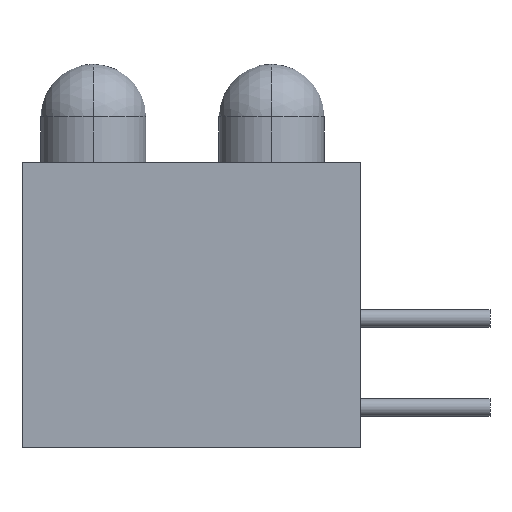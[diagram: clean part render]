
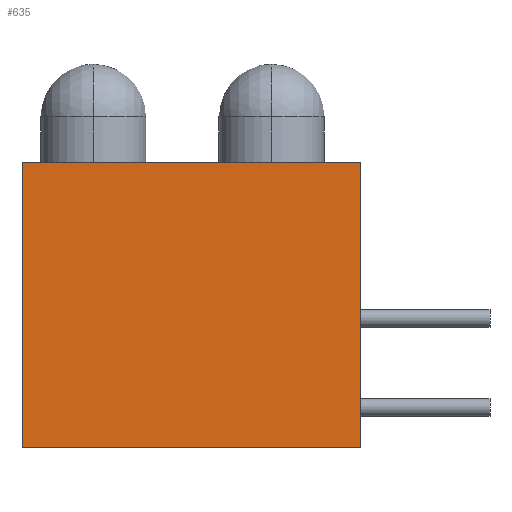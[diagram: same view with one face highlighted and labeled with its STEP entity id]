
A CAD part, left-side view. The second image highlights one B-rep face of the part: STEP entity #635.
In plain terms, the highlighted planar face has unit normal (-1, 0, 0).
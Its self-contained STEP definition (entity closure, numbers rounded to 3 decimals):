
#14 = EDGE_LOOP ( 'NONE', ( #488, #218, #468, #559 ) ) ;
#65 = VERTEX_POINT ( 'NONE', #774 ) ;
#80 = VERTEX_POINT ( 'NONE', #842 ) ;
#120 = EDGE_CURVE ( 'NONE', #619, #65, #582, .T. ) ;
#130 = CARTESIAN_POINT ( 'NONE',  ( -2.15, 0., 0. ) ) ;
#151 = FACE_OUTER_BOUND ( 'NONE', #14, .T. ) ;
#152 = PLANE ( 'NONE',  #476 ) ;
#161 = VERTEX_POINT ( 'NONE', #505 ) ;
#218 = ORIENTED_EDGE ( 'NONE', *, *, #120, .F. ) ;
#230 = DIRECTION ( 'NONE',  ( 1., 0., 0. ) ) ;
#273 = VECTOR ( 'NONE', #894, 1000. ) ;
#369 = CARTESIAN_POINT ( 'NONE',  ( -2.15, 0., 8.13 ) ) ;
#419 = LINE ( 'NONE', #369, #808 ) ;
#424 = EDGE_CURVE ( 'NONE', #80, #65, #472, .T. ) ;
#436 = DIRECTION ( 'NONE',  ( 0., 0., -1. ) ) ;
#442 = DIRECTION ( 'NONE',  ( 0., -1., 0. ) ) ;
#468 = ORIENTED_EDGE ( 'NONE', *, *, #532, .F. ) ;
#472 = LINE ( 'NONE', #130, #273 ) ;
#476 = AXIS2_PLACEMENT_3D ( 'NONE', #533, #230, #691 ) ;
#488 = ORIENTED_EDGE ( 'NONE', *, *, #424, .T. ) ;
#489 = CARTESIAN_POINT ( 'NONE',  ( -2.15, 0., 8.13 ) ) ;
#505 = CARTESIAN_POINT ( 'NONE',  ( -2.15, 9.65, 8.13 ) ) ;
#532 = EDGE_CURVE ( 'NONE', #161, #619, #419, .T. ) ;
#533 = CARTESIAN_POINT ( 'NONE',  ( -2.15, 0., 8.13 ) ) ;
#559 = ORIENTED_EDGE ( 'NONE', *, *, #688, .T. ) ;
#582 = LINE ( 'NONE', #489, #764 ) ;
#608 = CARTESIAN_POINT ( 'NONE',  ( -2.15, 9.65, 8.13 ) ) ;
#619 = VERTEX_POINT ( 'NONE', #829 ) ;
#635 = ADVANCED_FACE ( 'NONE', ( #151 ), #152, .F. ) ;
#688 = EDGE_CURVE ( 'NONE', #161, #80, #939, .T. ) ;
#691 = DIRECTION ( 'NONE',  ( 0., 0., -1. ) ) ;
#712 = VECTOR ( 'NONE', #762, 1000. ) ;
#762 = DIRECTION ( 'NONE',  ( 0., 0., -1. ) ) ;
#764 = VECTOR ( 'NONE', #436, 1000. ) ;
#774 = CARTESIAN_POINT ( 'NONE',  ( -2.15, 0., 0. ) ) ;
#808 = VECTOR ( 'NONE', #442, 1000. ) ;
#829 = CARTESIAN_POINT ( 'NONE',  ( -2.15, 0., 8.13 ) ) ;
#842 = CARTESIAN_POINT ( 'NONE',  ( -2.15, 9.65, 0. ) ) ;
#894 = DIRECTION ( 'NONE',  ( 0., -1., 0. ) ) ;
#939 = LINE ( 'NONE', #608, #712 ) ;
